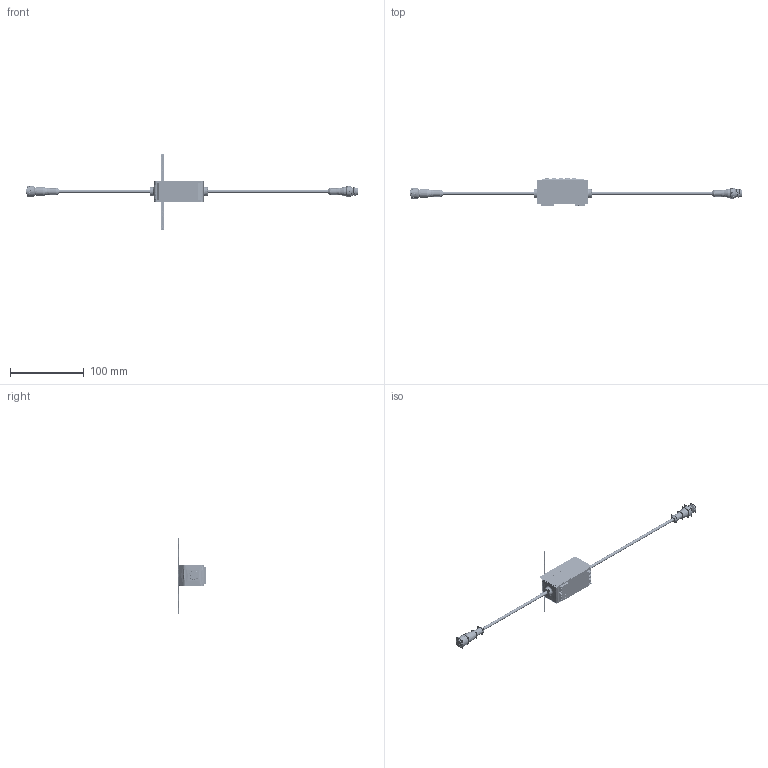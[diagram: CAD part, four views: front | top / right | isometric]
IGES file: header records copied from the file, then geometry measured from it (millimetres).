
Start section:  PTC IGES file: 203624.igs
Global section: file name: 203624.igs; native system: Creo Parametric by PTC Inc.; preprocessor: 2016260; author: pdmadmin; organization: Unknown; date: 20180313.155514; units: millimetre
Bounding box: 450.02 x 38.96 x 101.92 mm (x, y, z)
Volume: 37110.7 mm3; surface area: 642156.7 mm2
Topology: 30 solids, 102 shells, 18042 faces, 83540 edges, 101335 vertices
Faces by surface type: bspline 12622, revolution 5358, extrusion 62
